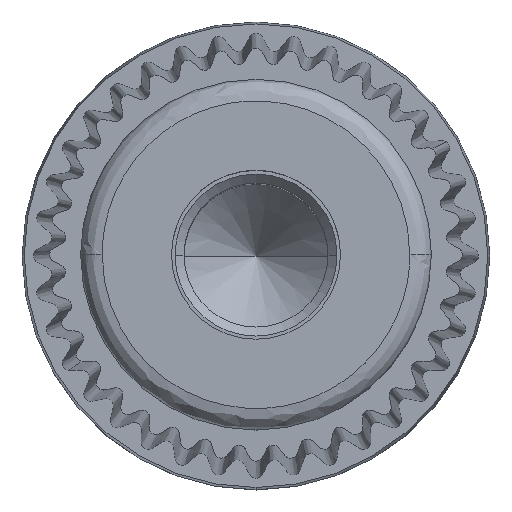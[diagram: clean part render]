
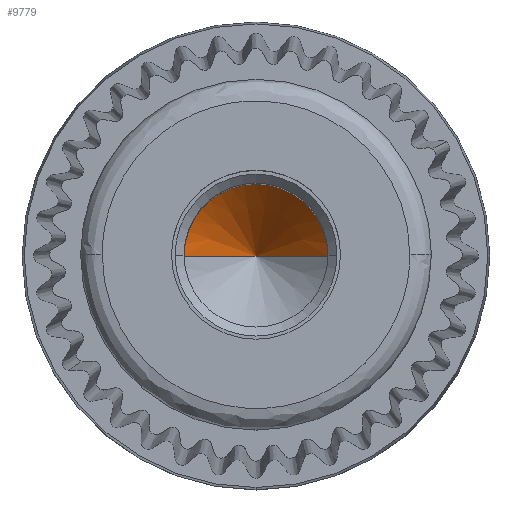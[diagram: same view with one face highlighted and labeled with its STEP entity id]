
A CAD part, top view. The second image highlights one B-rep face of the part: STEP entity #9779.
In plain terms, the highlighted conical face has half-angle 45 degrees and reference radius 2 mm.
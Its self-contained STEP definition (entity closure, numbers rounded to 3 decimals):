
#1085 = VERTEX_POINT ( 'NONE', #7036 ) ;
#1129 = VECTOR ( 'NONE', #4980, 1000. ) ;
#1347 = LINE ( 'NONE', #6634, #8994 ) ;
#2374 = DIRECTION ( 'NONE',  ( 0., 0., 1. ) ) ;
#2483 = CONICAL_SURFACE ( 'NONE', #13353, 2., 0.785 ) ;
#2732 = DIRECTION ( 'NONE',  ( 1., 0., 0. ) ) ;
#3613 = LINE ( 'NONE', #13764, #1129 ) ;
#3809 = CARTESIAN_POINT ( 'NONE',  ( 0., 0., -14.8 ) ) ;
#4570 = CARTESIAN_POINT ( 'NONE',  ( 2., 0., -14.8 ) ) ;
#4663 = DIRECTION ( 'NONE',  ( 1., 0., 0. ) ) ;
#4980 = DIRECTION ( 'NONE',  ( -0.707, 0., 0.707 ) ) ;
#5072 = AXIS2_PLACEMENT_3D ( 'NONE', #3809, #14077, #2732 ) ;
#5552 = VERTEX_POINT ( 'NONE', #4570 ) ;
#6349 = ORIENTED_EDGE ( 'NONE', *, *, #12939, .T. ) ;
#6634 = CARTESIAN_POINT ( 'NONE',  ( 2., 0., -14.8 ) ) ;
#7036 = CARTESIAN_POINT ( 'NONE',  ( -2., 0., -14.8 ) ) ;
#7869 = FACE_OUTER_BOUND ( 'NONE', #8466, .T. ) ;
#8280 = CARTESIAN_POINT ( 'NONE',  ( 0., 0., -16.8 ) ) ;
#8466 = EDGE_LOOP ( 'NONE', ( #12715, #6349, #13332 ) ) ;
#8994 = VECTOR ( 'NONE', #12218, 1000. ) ;
#9779 = ADVANCED_FACE ( 'NONE', ( #7869 ), #2483, .F. ) ;
#11500 = VERTEX_POINT ( 'NONE', #8280 ) ;
#12218 = DIRECTION ( 'NONE',  ( 0.707, 0., 0.707 ) ) ;
#12291 = CARTESIAN_POINT ( 'NONE',  ( 0., 0., -14.8 ) ) ;
#12429 = EDGE_CURVE ( 'NONE', #11500, #1085, #3613, .T. ) ;
#12715 = ORIENTED_EDGE ( 'NONE', *, *, #12429, .F. ) ;
#12939 = EDGE_CURVE ( 'NONE', #11500, #5552, #1347, .T. ) ;
#13134 = EDGE_CURVE ( 'NONE', #5552, #1085, #13183, .T. ) ;
#13183 = CIRCLE ( 'NONE', #5072, 2. ) ;
#13332 = ORIENTED_EDGE ( 'NONE', *, *, #13134, .T. ) ;
#13353 = AXIS2_PLACEMENT_3D ( 'NONE', #12291, #2374, #4663 ) ;
#13764 = CARTESIAN_POINT ( 'NONE',  ( -2., 0., -14.8 ) ) ;
#14077 = DIRECTION ( 'NONE',  ( 0., 0., 1. ) ) ;
